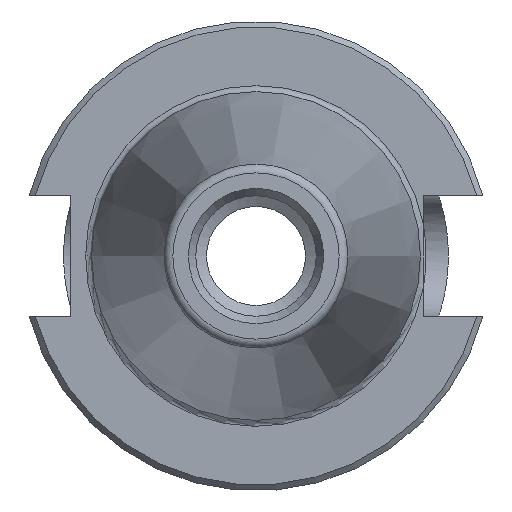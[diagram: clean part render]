
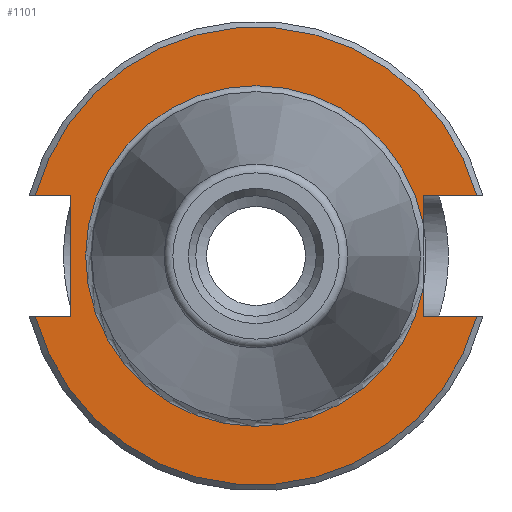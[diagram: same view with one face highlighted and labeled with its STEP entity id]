
A CAD part, left-side view. The second image highlights one B-rep face of the part: STEP entity #1101.
In plain terms, the highlighted planar face has unit normal (-1, 0, 0).
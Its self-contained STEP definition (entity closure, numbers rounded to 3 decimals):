
#74=PLANE('',#1251);
#135=FACE_OUTER_BOUND('',#198,.T.);
#198=EDGE_LOOP('',(#960,#961,#962,#963,#964,#965,#966,#967,#968,#969,#970));
#228=LINE('',#1763,#278);
#233=LINE('',#1805,#283);
#244=LINE('',#1901,#294);
#246=LINE('',#1904,#296);
#250=LINE('',#1948,#300);
#251=LINE('',#1951,#301);
#258=LINE('',#2028,#308);
#278=VECTOR('',#1355,10.);
#283=VECTOR('',#1366,10.);
#294=VECTOR('',#1479,10.);
#296=VECTOR('',#1481,10.);
#300=VECTOR('',#1491,10.);
#301=VECTOR('',#1494,10.);
#308=VECTOR('',#1503,10.);
#376=CIRCLE('',#1237,30.95);
#385=CIRCLE('',#1249,23.025);
#386=CIRCLE('',#1250,23.025);
#387=CIRCLE('',#1252,30.95);
#437=VERTEX_POINT('',#1760);
#438=VERTEX_POINT('',#1762);
#446=VERTEX_POINT('',#1802);
#447=VERTEX_POINT('',#1804);
#480=VERTEX_POINT('',#1898);
#481=VERTEX_POINT('',#1900);
#482=VERTEX_POINT('',#1902);
#491=VERTEX_POINT('',#1944);
#492=VERTEX_POINT('',#1950);
#508=VERTEX_POINT('',#2024);
#516=VERTEX_POINT('',#2064);
#565=EDGE_CURVE('',#438,#437,#228,.T.);
#576=EDGE_CURVE('',#447,#446,#233,.T.);
#622=EDGE_CURVE('',#481,#480,#244,.T.);
#624=EDGE_CURVE('',#437,#482,#246,.T.);
#635=EDGE_CURVE('',#480,#491,#250,.T.);
#636=EDGE_CURVE('',#492,#447,#251,.T.);
#654=EDGE_CURVE('',#446,#508,#258,.T.);
#662=EDGE_CURVE('',#438,#508,#376,.T.);
#673=EDGE_CURVE('',#482,#516,#385,.T.);
#674=EDGE_CURVE('',#516,#481,#386,.T.);
#675=EDGE_CURVE('',#492,#491,#387,.T.);
#960=ORIENTED_EDGE('',*,*,#635,.T.);
#961=ORIENTED_EDGE('',*,*,#675,.F.);
#962=ORIENTED_EDGE('',*,*,#636,.T.);
#963=ORIENTED_EDGE('',*,*,#576,.T.);
#964=ORIENTED_EDGE('',*,*,#654,.T.);
#965=ORIENTED_EDGE('',*,*,#662,.F.);
#966=ORIENTED_EDGE('',*,*,#565,.T.);
#967=ORIENTED_EDGE('',*,*,#624,.T.);
#968=ORIENTED_EDGE('',*,*,#673,.T.);
#969=ORIENTED_EDGE('',*,*,#674,.T.);
#970=ORIENTED_EDGE('',*,*,#622,.T.);
#1101=ADVANCED_FACE('',(#135),#74,.T.);
#1237=AXIS2_PLACEMENT_3D('',#2044,#1534,#1535);
#1249=AXIS2_PLACEMENT_3D('',#2066,#1560,#1561);
#1250=AXIS2_PLACEMENT_3D('',#2067,#1562,#1563);
#1251=AXIS2_PLACEMENT_3D('',#2068,#1564,#1565);
#1252=AXIS2_PLACEMENT_3D('',#2069,#1566,#1567);
#1355=DIRECTION('',(0.,1.,0.));
#1366=DIRECTION('',(0.,0.,-1.));
#1479=DIRECTION('',(0.,0.,1.));
#1481=DIRECTION('',(0.,0.,1.));
#1491=DIRECTION('',(0.,-1.,0.));
#1494=DIRECTION('',(0.,-1.,0.));
#1503=DIRECTION('',(0.,1.,0.));
#1534=DIRECTION('center_axis',(1.,0.,0.));
#1535=DIRECTION('ref_axis',(0.,0.,-1.));
#1560=DIRECTION('center_axis',(1.,0.,0.));
#1561=DIRECTION('ref_axis',(0.,0.,-1.));
#1562=DIRECTION('center_axis',(1.,0.,0.));
#1563=DIRECTION('ref_axis',(0.,0.,-1.));
#1564=DIRECTION('center_axis',(-1.,0.,0.));
#1565=DIRECTION('ref_axis',(0.,0.,1.));
#1566=DIRECTION('center_axis',(1.,0.,0.));
#1567=DIRECTION('ref_axis',(0.,0.,-1.));
#1760=CARTESIAN_POINT('',(3.175,-22.606,-8.192));
#1762=CARTESIAN_POINT('',(3.175,-29.846,-8.192));
#1763=CARTESIAN_POINT('',(3.175,-4.182,-8.192));
#1802=CARTESIAN_POINT('',(3.175,25.019,-8.192));
#1804=CARTESIAN_POINT('',(3.175,25.019,8.191));
#1805=CARTESIAN_POINT('',(3.175,25.019,4.096));
#1898=CARTESIAN_POINT('',(3.175,-22.606,8.191));
#1900=CARTESIAN_POINT('',(3.175,-22.606,4.373));
#1901=CARTESIAN_POINT('',(3.175,-22.606,-4.096));
#1902=CARTESIAN_POINT('',(3.175,-22.606,-4.373));
#1904=CARTESIAN_POINT('',(3.175,-22.606,-4.096));
#1944=CARTESIAN_POINT('',(3.175,-29.846,8.191));
#1948=CARTESIAN_POINT('',(3.175,4.172,8.191));
#1950=CARTESIAN_POINT('',(3.175,29.846,8.192));
#1951=CARTESIAN_POINT('',(3.175,34.592,8.192));
#2024=CARTESIAN_POINT('',(3.175,29.846,-8.192));
#2028=CARTESIAN_POINT('',(3.175,27.985,-8.192));
#2044=CARTESIAN_POINT('Origin',(3.175,0.,0.));
#2064=CARTESIAN_POINT('',(3.175,0.,23.025));
#2066=CARTESIAN_POINT('Origin',(3.175,0.,0.));
#2067=CARTESIAN_POINT('Origin',(3.175,0.,0.));
#2068=CARTESIAN_POINT('Origin',(3.175,30.95,0.));
#2069=CARTESIAN_POINT('Origin',(3.175,0.,0.));
